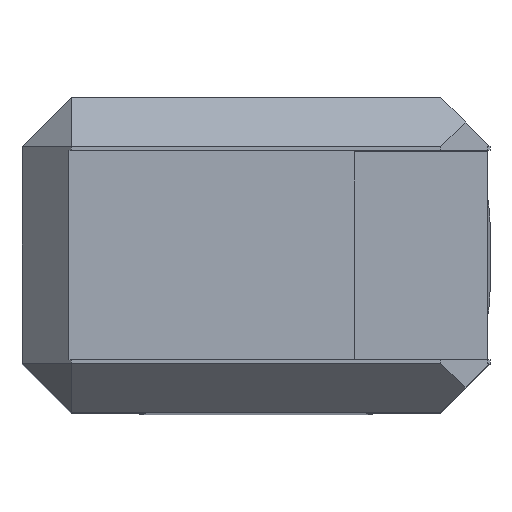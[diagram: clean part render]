
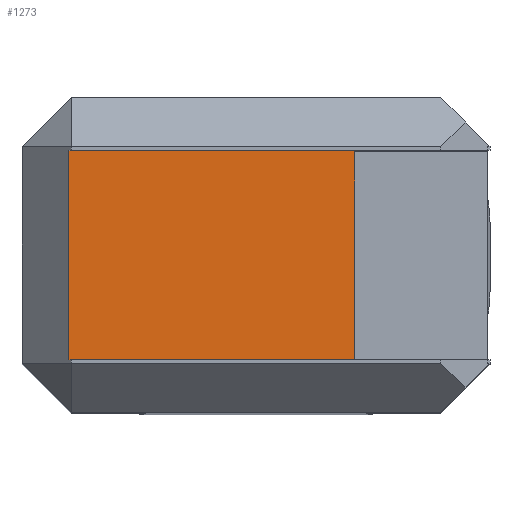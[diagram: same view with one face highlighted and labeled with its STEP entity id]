
A CAD part, top view. The second image highlights one B-rep face of the part: STEP entity #1273.
In plain terms, the highlighted planar face has unit normal (0, 0, 1).
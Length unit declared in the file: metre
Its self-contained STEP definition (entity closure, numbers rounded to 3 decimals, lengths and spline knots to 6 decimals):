
#119=FACE_OUTER_BOUND('',#196,.T.);
#196=EDGE_LOOP('',(#1050,#1051,#1052,#1053));
#231=LINE('',#1763,#376);
#245=LINE('',#1791,#390);
#251=LINE('',#1801,#396);
#346=LINE('',#2209,#491);
#376=VECTOR('',#1420,0.029464);
#390=VECTOR('',#1438,0.029464);
#396=VECTOR('',#1448,0.02159);
#491=VECTOR('',#1653,0.02159);
#521=VERTEX_POINT('',#1760);
#522=VERTEX_POINT('',#1762);
#533=VERTEX_POINT('',#1788);
#534=VERTEX_POINT('',#1790);
#635=EDGE_CURVE('',#521,#522,#231,.T.);
#649=EDGE_CURVE('',#534,#533,#245,.T.);
#655=EDGE_CURVE('',#522,#533,#251,.T.);
#778=EDGE_CURVE('',#521,#534,#346,.T.);
#1050=ORIENTED_EDGE('',*,*,#655,.F.);
#1051=ORIENTED_EDGE('',*,*,#635,.F.);
#1052=ORIENTED_EDGE('',*,*,#778,.T.);
#1053=ORIENTED_EDGE('',*,*,#649,.T.);
#1209=PLANE('',#1375);
#1273=ADVANCED_FACE('',(#119),#1209,.T.);
#1375=AXIS2_PLACEMENT_3D('',#2208,#1651,#1652);
#1420=DIRECTION('',(-1.,0.,0.));
#1438=DIRECTION('',(-1.,0.,0.));
#1448=DIRECTION('',(0.,1.,0.));
#1651=DIRECTION('center_axis',(0.,0.,1.));
#1652=DIRECTION('ref_axis',(1.,0.,0.));
#1653=DIRECTION('',(0.,1.,0.));
#1760=CARTESIAN_POINT('',(0.02159,-0.010795,0.340274));
#1762=CARTESIAN_POINT('',(-0.007874,-0.010795,0.340274));
#1763=CARTESIAN_POINT('',(0.02159,-0.010795,0.340274));
#1788=CARTESIAN_POINT('',(-0.007874,0.010795,0.340274));
#1790=CARTESIAN_POINT('',(0.02159,0.010795,0.340274));
#1791=CARTESIAN_POINT('',(0.02159,0.010795,0.340274));
#1801=CARTESIAN_POINT('',(-0.007874,-0.010795,0.340274));
#2208=CARTESIAN_POINT('Origin',(0.02159,0.,0.340274));
#2209=CARTESIAN_POINT('',(0.02159,-0.010795,0.340274));
